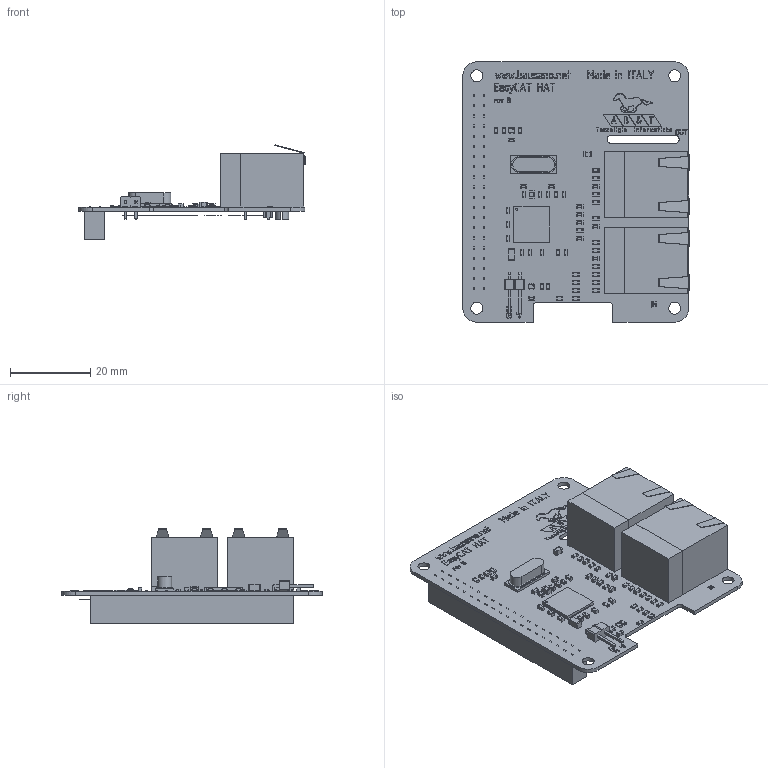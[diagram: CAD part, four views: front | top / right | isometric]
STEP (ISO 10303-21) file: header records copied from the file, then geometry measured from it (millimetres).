
FILE_DESCRIPTION(('FreeCAD Model'),'2;1');
FILE_NAME('Open CASCADE Shape Model','2022-11-09T11:07:52',(''),(''), 'Open CASCADE STEP processor 7.5','FreeCAD','Unknown');
FILE_SCHEMA(('AUTOMOTIVE_DESIGN { 1 0 10303 214 1 1 1 1 }'));
Length unit declared in the file: millimetre
Products named in the file (98): EasyCAT_HAT; QFN_76_1EP_9x9mm_P04mm_EP38x38mm; Sketch; R_0603_1608Metric004; R_0603_1608Metric010; R_0603_1608Metric018; R_0603_1608Metric019; RJ046; RJ047; R_0603_1608Metric036; R_0603_1608Metric037; R_0603_1608Metric038; R_0603_1608Metric043; ShapeString; ShapeString001; ShapeString002; ShapeString003; ShapeString004; ShapeString005; ShapeString006; ShapeString007; ShapeString009; ShapeString010; ShapeString012; Extrude017; Extrude; C_0603_1608Metric002; C_0603_1608Metric003; C_0603_1608Metric006; C_0603_1608Metric009; C_0603_1608Metric010; C_0805_2012Metric002; C_0603_1608Metric012; C_0603_1608Metric013; C_0603_1608Metric014; C_0603_1608Metric016; C_0603_1608Metric017; C_0603_1608Metric018; C_1206_3216Metric002; SOT_553 ...
Assembly tree (100 placements, depth 3):
  EasyCAT_HAT
    QFN_76_1EP_9x9mm_P04mm_EP38x38mm
    Sketch
    R_0603_1608Metric004
    R_0603_1608Metric010
    R_0603_1608Metric018
    R_0603_1608Metric019
    RJ046
    RJ047
    R_0603_1608Metric036
    R_0603_1608Metric037
    R_0603_1608Metric038
    R_0603_1608Metric043
    ShapeString
    ShapeString001
    ShapeString002
    ShapeString003
    ShapeString004
    ShapeString005
    ShapeString006
    ShapeString007
    ShapeString009
    ShapeString010
    ShapeString012
    Extrude017
    Extrude
    C_0603_1608Metric002
    C_0603_1608Metric003
    C_0603_1608Metric006
    C_0603_1608Metric009
    C_0603_1608Metric010
    C_0805_2012Metric002
    C_0603_1608Metric012
    C_0603_1608Metric013
    C_0603_1608Metric014
    C_0603_1608Metric016
    C_0603_1608Metric017
    C_0603_1608Metric018
    C_1206_3216Metric002
    SOT_553
    C_0603_1608Metric019
    SOT_554
    C_0603_1608Metric020
    Extrude018
    Wire008
    Wire010
    ShapeString013
    ShapeString014
    ShapeString015
    ShapeString016
    ShapeString017
    ShapeString018
    ShapeString019
    ShapeString020
    Wire011
    Wire012
    Wire014
    Extrude001
    Extrude002
    ShapeString021
Bounding box: 56.5 x 65 x 23.5 mm (x, y, z)
Volume: 12796.8 mm3; surface area: 17131 mm2
Topology: 71 solids, 230 shells, 4341 faces, 15311 edges, 16433 vertices
Faces by surface type: plane 3428, cylinder 887, bspline 26
Full cylindrical faces by diameter (mm): 0.25 x2, 0.5 x25, 3 x4, 3.25 x4
Entity records: 367219 total; most frequent: CARTESIAN_POINT 78235, DIRECTION 46453, LINE 32718, VECTOR 32718, ORIENTED_EDGE 24705, PCURVE 24705, DEFINITIONAL_REPRESENTATION 24705, EDGE_CURVE 13581
